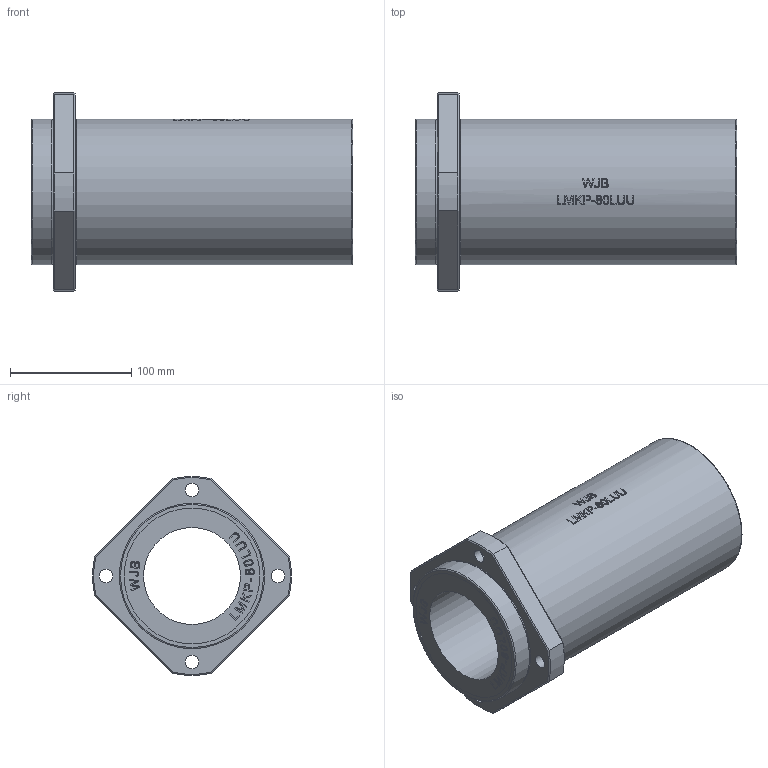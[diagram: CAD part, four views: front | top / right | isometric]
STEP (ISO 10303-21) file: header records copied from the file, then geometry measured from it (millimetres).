
FILE_DESCRIPTION(/* description */ (''),/* implementation_level */ '2;1');
FILE_NAME(/* name */ 'WJB-LMKP-80LUU.stp',/* time_stamp */ '2019-01-27T12:35:53+08:00',/* author */ (''),/* organization */ (''),/* preprocessor_version */ 'ST-DEVELOPER v11',/* originating_system */ 'SIEMENS UGS NX 6.0',/* authorisation */ '');
FILE_SCHEMA (('AUTOMOTIVE_DESIGN { 1 0 10303 214 1 1 1 1 }'));
Length unit declared in the file: millimetre
Products named in the file (1): ROCKE321z1gt
Bounding box: 265 x 163.66 x 163.66 mm (x, y, z)
Volume: 1764242.6 mm3; surface area: 196143.6 mm2
Topology: 1 solids, 1 shells, 399 faces, 989 edges, 656 vertices
Faces by surface type: plane 242, extrusion 109, cylinder 36, cone 8, torus 4
Full cylindrical faces by diameter (mm): 11 x4, 17 x4, 80 x1, 112 x2, 120 x2
Entity records: 14916 total; most frequent: CARTESIAN_POINT 6052, ORIENTED_EDGE 1932, DIRECTION 1421, EDGE_CURVE 966, VERTEX_POINT 650, VECTOR 607, LINE 498, EDGE_LOOP 490
